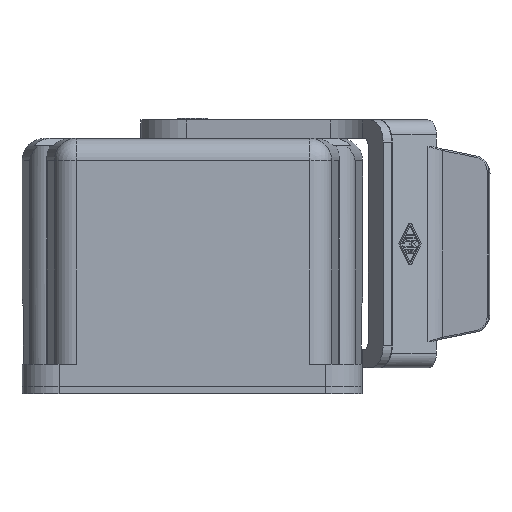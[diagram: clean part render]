
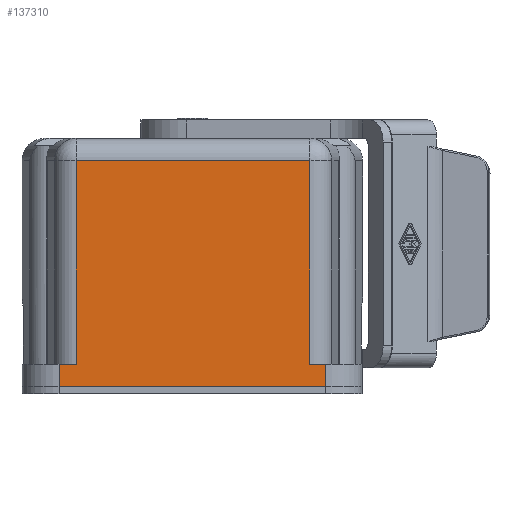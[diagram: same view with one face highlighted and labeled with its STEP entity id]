
A CAD part, front view. The second image highlights one B-rep face of the part: STEP entity #137310.
In plain terms, the highlighted face is planar.
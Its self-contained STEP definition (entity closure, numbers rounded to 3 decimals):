
#12030=CARTESIAN_POINT('',(59.014,48.075,65.15));
#12040=VERTEX_POINT('',#12030);
#12070=CARTESIAN_POINT('',(59.014,44.427,65.15));
#12080=DIRECTION('',(0.,-1.,0.));
#12090=VECTOR('',#12080,1.);
#12100=LINE('',#12070,#12090);
#12110=CARTESIAN_POINT('',(59.014,84.075,65.15));
#12120=VERTEX_POINT('',#12110);
#12130=EDGE_CURVE('',#12120,#12040,#12100,.T.);
#27340=CARTESIAN_POINT('',(28.514,50.396,65.15));
#27350=VERTEX_POINT('',#27340);
#32860=CARTESIAN_POINT('',(56.014,84.075,65.15));
#32870=VERTEX_POINT('',#32860);
#32900=CARTESIAN_POINT('',(56.014,44.427,65.15));
#32910=DIRECTION('',(0.,-1.,0.));
#32920=VECTOR('',#32910,1.);
#32930=LINE('',#32900,#32920);
#32940=CARTESIAN_POINT('',(56.014,81.956,65.15));
#32950=VERTEX_POINT('',#32940);
#32960=EDGE_CURVE('',#32870,#32950,#32930,.T.);
#83340=CARTESIAN_POINT('',(28.514,81.956,65.15));
#83350=VERTEX_POINT('',#83340);
#105340=CARTESIAN_POINT('',(56.014,50.396,65.15));
#105350=VERTEX_POINT('',#105340);
#105400=CARTESIAN_POINT('',(40.022,50.396,65.15));
#105410=DIRECTION('',(1.,0.,0.));
#105420=VECTOR('',#105410,1.);
#105430=LINE('',#105400,#105420);
#105440=EDGE_CURVE('',#27350,#105350,#105430,.T.);
#110890=CARTESIAN_POINT('',(56.014,44.427,65.15));
#110900=DIRECTION('',(0.,-1.,0.));
#110910=VECTOR('',#110900,1.);
#110920=LINE('',#110890,#110910);
#110930=CARTESIAN_POINT('',(56.014,48.075,65.15));
#110940=VERTEX_POINT('',#110930);
#110950=EDGE_CURVE('',#105350,#110940,#110920,.T.);
#121270=CARTESIAN_POINT('',(40.022,84.075,65.15));
#121280=DIRECTION('',(-1.,0.,0.));
#121290=VECTOR('',#121280,1.);
#121300=LINE('',#121270,#121290);
#121310=EDGE_CURVE('',#12120,#32870,#121300,.T.);
#125630=CARTESIAN_POINT('',(40.022,48.075,65.15));
#125640=DIRECTION('',(1.,0.,0.));
#125650=VECTOR('',#125640,1.);
#125660=LINE('',#125630,#125650);
#125670=EDGE_CURVE('',#110940,#12040,#125660,.T.);
#127080=CARTESIAN_POINT('',(28.514,44.427,65.15));
#127090=DIRECTION('',(0.,1.,0.));
#127100=VECTOR('',#127090,1.);
#127110=LINE('',#127080,#127100);
#127120=EDGE_CURVE('',#27350,#83350,#127110,.T.);
#137110=CARTESIAN_POINT('',(54.822,55.604,65.15));
#137120=DIRECTION('',(0.,-0.,1.));
#137130=DIRECTION('',(0.,1.,0.));
#137140=AXIS2_PLACEMENT_3D('',#137110,#137120,#137130);
#137150=PLANE('',#137140);
#137160=ORIENTED_EDGE('',*,*,#127120,.F.);
#137170=CARTESIAN_POINT('',(40.022,81.956,65.15));
#137180=DIRECTION('',(-1.,0.,0.));
#137190=VECTOR('',#137180,1.);
#137200=LINE('',#137170,#137190);
#137210=EDGE_CURVE('',#32950,#83350,#137200,.T.);
#137220=ORIENTED_EDGE('',*,*,#137210,.T.);
#137230=ORIENTED_EDGE('',*,*,#32960,.T.);
#137240=ORIENTED_EDGE('',*,*,#121310,.T.);
#137250=ORIENTED_EDGE('',*,*,#12130,.F.);
#137260=ORIENTED_EDGE('',*,*,#125670,.T.);
#137270=ORIENTED_EDGE('',*,*,#110950,.T.);
#137280=ORIENTED_EDGE('',*,*,#105440,.T.);
#137290=EDGE_LOOP('',(#137280,#137270,#137260,#137250,#137240,#137230,
#137220,#137160));
#137300=FACE_OUTER_BOUND('',#137290,.T.);
#137310=ADVANCED_FACE('',(#137300),#137150,.T.);
